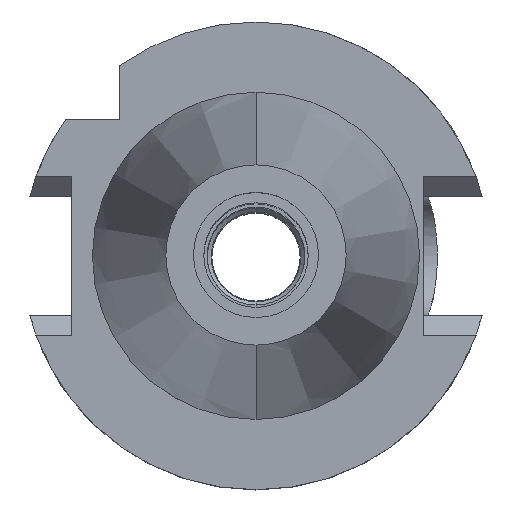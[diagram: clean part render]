
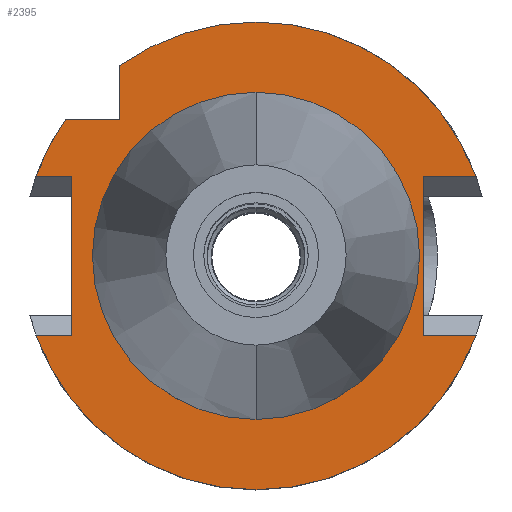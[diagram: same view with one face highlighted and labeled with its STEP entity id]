
A CAD part, top view. The second image highlights one B-rep face of the part: STEP entity #2395.
In plain terms, the highlighted planar face has unit normal (0, 0, 1).
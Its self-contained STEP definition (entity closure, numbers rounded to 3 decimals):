
#638=DIRECTION('',(0.,-1.,0.));
#639=VECTOR('',#638,7.334);
#640=CARTESIAN_POINT('',(-18.5,25.834,-1.));
#641=LINE('',#640,#639);
#720=CARTESIAN_POINT('',(0.,0.,-1.));
#721=DIRECTION('',(0.,0.,-1.));
#722=DIRECTION('',(-0.582,0.813,0.));
#723=AXIS2_PLACEMENT_3D('',#720,#721,#722);
#728=CARTESIAN_POINT('',(0.,0.,-1.));
#729=DIRECTION('',(0.,0.,-1.));
#730=DIRECTION('',(0.,1.,0.));
#731=AXIS2_PLACEMENT_3D('',#728,#729,#730);
#736=DIRECTION('',(0.,-1.,0.));
#737=VECTOR('',#736,21.5);
#738=CARTESIAN_POINT('',(22.7,10.75,-1.));
#739=LINE('',#738,#737);
#743=DIRECTION('',(1.,0.,0.));
#744=VECTOR('',#743,7.201);
#745=CARTESIAN_POINT('',(22.7,-10.75,-1.));
#746=LINE('',#745,#744);
#750=CARTESIAN_POINT('',(0.,0.,-1.));
#751=DIRECTION('',(0.,0.,-1.));
#752=DIRECTION('',(0.941,-0.338,0.));
#753=AXIS2_PLACEMENT_3D('',#750,#751,#752);
#758=CARTESIAN_POINT('',(0.,0.,-1.));
#759=DIRECTION('',(0.,0.,-1.));
#760=DIRECTION('',(0.,-1.,0.));
#761=AXIS2_PLACEMENT_3D('',#758,#759,#760);
#766=DIRECTION('',(-1.,0.,0.));
#767=VECTOR('',#766,4.901);
#768=CARTESIAN_POINT('',(-25.,10.75,-1.));
#769=LINE('',#768,#767);
#773=CARTESIAN_POINT('',(0.,0.,-1.));
#774=DIRECTION('',(0.,0.,-1.));
#775=DIRECTION('',(-0.941,0.338,0.));
#776=AXIS2_PLACEMENT_3D('',#773,#774,#775);
#781=CARTESIAN_POINT('',(0.,0.,-1.));
#782=DIRECTION('',(0.,0.,1.));
#783=DIRECTION('',(0.,-1.,0.));
#784=AXIS2_PLACEMENT_3D('',#781,#782,#783);
#789=CARTESIAN_POINT('',(0.,0.,-1.));
#790=DIRECTION('',(0.,0.,1.));
#791=DIRECTION('',(0.,1.,0.));
#792=AXIS2_PLACEMENT_3D('',#789,#790,#791);
#814=CARTESIAN_POINT('',(29.901,10.75,-1.));
#970=DIRECTION('',(1.,0.,0.));
#971=VECTOR('',#970,7.201);
#972=CARTESIAN_POINT('',(22.7,10.75,-1.));
#973=LINE('',#972,#971);
#980=CARTESIAN_POINT('',(-29.901,-10.75,-1.));
#1014=DIRECTION('',(-1.,0.,0.));
#1015=VECTOR('',#1014,4.901);
#1016=CARTESIAN_POINT('',(-25.,-10.75,-1.));
#1017=LINE('',#1016,#1015);
#1052=DIRECTION('',(0.,-1.,0.));
#1053=VECTOR('',#1052,21.5);
#1054=CARTESIAN_POINT('',(-25.,10.75,-1.));
#1055=LINE('',#1054,#1053);
#1125=DIRECTION('',(-1.,0.,0.));
#1126=VECTOR('',#1125,7.334);
#1127=CARTESIAN_POINT('',(-18.5,18.5,-1.));
#1128=LINE('',#1127,#1126);
#1671=CARTESIAN_POINT('',(-18.5,25.834,-1.));
#1672=VERTEX_POINT('',#1671);
#1673=CARTESIAN_POINT('',(-18.5,18.5,-1.));
#1674=VERTEX_POINT('',#1673);
#1704=CARTESIAN_POINT('',(-25.,10.75,-1.));
#1705=VERTEX_POINT('',#1704);
#1706=CARTESIAN_POINT('',(-25.,-10.75,-1.));
#1707=VERTEX_POINT('',#1706);
#1764=VERTEX_POINT('',#980);
#1765=CARTESIAN_POINT('',(0.,-31.775,-1.));
#1766=VERTEX_POINT('',#1765);
#1767=CARTESIAN_POINT('',(29.901,-10.75,-1.));
#1768=VERTEX_POINT('',#1767);
#1772=VERTEX_POINT('',#814);
#1773=CARTESIAN_POINT('',(0.,31.775,-1.));
#1774=VERTEX_POINT('',#1773);
#1775=CARTESIAN_POINT('',(-25.834,18.5,-1.));
#1776=VERTEX_POINT('',#1775);
#1777=CARTESIAN_POINT('',(-29.901,10.75,-1.));
#1778=VERTEX_POINT('',#1777);
#1779=CARTESIAN_POINT('',(22.7,10.75,-1.));
#1780=VERTEX_POINT('',#1779);
#1781=CARTESIAN_POINT('',(22.7,-10.75,-1.));
#1782=VERTEX_POINT('',#1781);
#1783=CARTESIAN_POINT('',(0.,-22.225,-1.));
#1784=CARTESIAN_POINT('',(0.,22.225,-1.));
#1785=VERTEX_POINT('',#1783);
#1786=VERTEX_POINT('',#1784);
#2358=CARTESIAN_POINT('',(0.,0.,-1.));
#2359=DIRECTION('',(0.,0.,-1.));
#2360=DIRECTION('',(0.,-1.,0.));
#2361=AXIS2_PLACEMENT_3D('',#2358,#2359,#2360);
#2362=PLANE('',#2361);
#2363=ORIENTED_EDGE('',*,*,#2287,.F.);
#2365=ORIENTED_EDGE('',*,*,#2364,.T.);
#2367=ORIENTED_EDGE('',*,*,#2366,.T.);
#2369=ORIENTED_EDGE('',*,*,#2368,.F.);
#2370=ORIENTED_EDGE('',*,*,#2344,.T.);
#2372=ORIENTED_EDGE('',*,*,#2371,.T.);
#2374=ORIENTED_EDGE('',*,*,#2373,.T.);
#2376=ORIENTED_EDGE('',*,*,#2375,.T.);
#2378=ORIENTED_EDGE('',*,*,#2377,.F.);
#2380=ORIENTED_EDGE('',*,*,#2379,.F.);
#2382=ORIENTED_EDGE('',*,*,#2381,.T.);
#2384=ORIENTED_EDGE('',*,*,#2383,.T.);
#2386=ORIENTED_EDGE('',*,*,#2385,.F.);
#2387=EDGE_LOOP('',(#2363,#2365,#2367,#2369,#2370,#2372,#2374,#2376,#2378,#2380,
#2382,#2384,#2386));
#2388=FACE_OUTER_BOUND('',#2387,.F.);
#2390=ORIENTED_EDGE('',*,*,#2389,.T.);
#2392=ORIENTED_EDGE('',*,*,#2391,.T.);
#2393=EDGE_LOOP('',(#2390,#2392));
#2394=FACE_BOUND('',#2393,.F.);
#724=CIRCLE('',#723,31.775);
#732=CIRCLE('',#731,31.775);
#754=CIRCLE('',#753,31.775);
#762=CIRCLE('',#761,31.775);
#777=CIRCLE('',#776,31.775);
#785=CIRCLE('',#784,22.225);
#793=CIRCLE('',#792,22.225);
#2287=EDGE_CURVE('',#1672,#1674,#641,.T.);
#2344=EDGE_CURVE('',#1780,#1782,#739,.T.);
#2364=EDGE_CURVE('',#1672,#1774,#724,.T.);
#2366=EDGE_CURVE('',#1774,#1772,#732,.T.);
#2368=EDGE_CURVE('',#1780,#1772,#973,.T.);
#2371=EDGE_CURVE('',#1782,#1768,#746,.T.);
#2373=EDGE_CURVE('',#1768,#1766,#754,.T.);
#2375=EDGE_CURVE('',#1766,#1764,#762,.T.);
#2377=EDGE_CURVE('',#1707,#1764,#1017,.T.);
#2379=EDGE_CURVE('',#1705,#1707,#1055,.T.);
#2381=EDGE_CURVE('',#1705,#1778,#769,.T.);
#2383=EDGE_CURVE('',#1778,#1776,#777,.T.);
#2385=EDGE_CURVE('',#1674,#1776,#1128,.T.);
#2389=EDGE_CURVE('',#1785,#1786,#785,.T.);
#2391=EDGE_CURVE('',#1786,#1785,#793,.T.);
#2395=ADVANCED_FACE('',(#2388,#2394),#2362,.F.);
